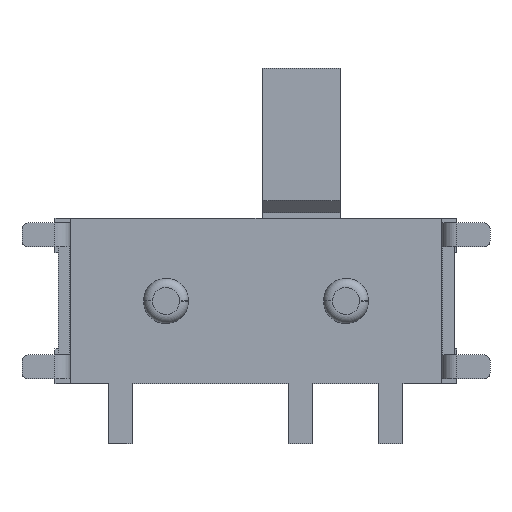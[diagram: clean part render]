
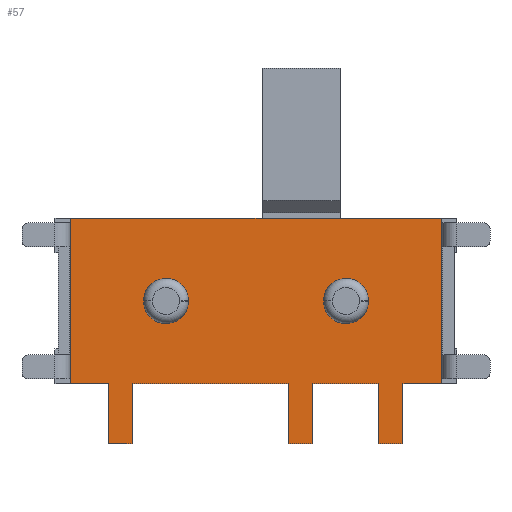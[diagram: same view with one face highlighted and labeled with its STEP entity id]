
A CAD part, front view. The second image highlights one B-rep face of the part: STEP entity #57.
In plain terms, the highlighted planar face has unit normal (0, -1, 0).
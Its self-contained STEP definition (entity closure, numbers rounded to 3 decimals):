
#57=ADVANCED_FACE('',(#621,#622,#623),#624,.T.);
#621=FACE_OUTER_BOUND('',#1750,.T.);
#622=FACE_BOUND('',#1751,.T.);
#623=FACE_BOUND('',#1752,.T.);
#624=PLANE('',#1753);
#1750=EDGE_LOOP('',(#2952,#2953,#2954,#2955,#2956,#2957,#2958,#2959,#2960,#2961,#2962,#2963,#2964,#2965,#2966,#2967));
#1751=EDGE_LOOP('',(#2968,#2969));
#1752=EDGE_LOOP('',(#2970,#2971));
#1753=AXIS2_PLACEMENT_3D('',#2972,#2973,#2974);
#2952=ORIENTED_EDGE('',*,*,#7708,.T.);
#2953=ORIENTED_EDGE('',*,*,#7709,.F.);
#2954=ORIENTED_EDGE('',*,*,#7710,.F.);
#2955=ORIENTED_EDGE('',*,*,#7676,.T.);
#2956=ORIENTED_EDGE('',*,*,#7707,.F.);
#2957=ORIENTED_EDGE('',*,*,#7711,.F.);
#2958=ORIENTED_EDGE('',*,*,#7712,.F.);
#2959=ORIENTED_EDGE('',*,*,#7694,.T.);
#2960=ORIENTED_EDGE('',*,*,#7713,.F.);
#2961=ORIENTED_EDGE('',*,*,#7714,.F.);
#2962=ORIENTED_EDGE('',*,*,#7715,.F.);
#2963=ORIENTED_EDGE('',*,*,#7690,.T.);
#2964=ORIENTED_EDGE('',*,*,#7716,.F.);
#2965=ORIENTED_EDGE('',*,*,#7717,.F.);
#2966=ORIENTED_EDGE('',*,*,#7718,.F.);
#2967=ORIENTED_EDGE('',*,*,#7686,.T.);
#2968=ORIENTED_EDGE('',*,*,#7719,.F.);
#2969=ORIENTED_EDGE('',*,*,#7720,.F.);
#2970=ORIENTED_EDGE('',*,*,#7721,.F.);
#2971=ORIENTED_EDGE('',*,*,#7722,.F.);
#2972=CARTESIAN_POINT('',(-3.09,0.0,-1.375));
#2973=DIRECTION('',(0.0,-1.0,0.0));
#2974=DIRECTION('',(0.0,0.0,-1.0));
#7676=EDGE_CURVE('',#9271,#9268,#9272,.T.);
#7686=EDGE_CURVE('',#9291,#9289,#9292,.T.);
#7690=EDGE_CURVE('',#9299,#9297,#9300,.T.);
#7694=EDGE_CURVE('',#9307,#9305,#9308,.T.);
#7707=EDGE_CURVE('',#9327,#9268,#9329,.T.);
#7708=EDGE_CURVE('',#9289,#9330,#9331,.T.);
#7709=EDGE_CURVE('',#9332,#9330,#9333,.T.);
#7710=EDGE_CURVE('',#9271,#9332,#9334,.T.);
#7711=EDGE_CURVE('',#9335,#9327,#9336,.T.);
#7712=EDGE_CURVE('',#9307,#9335,#9337,.T.);
#7713=EDGE_CURVE('',#9338,#9305,#9339,.T.);
#7714=EDGE_CURVE('',#9340,#9338,#9341,.T.);
#7715=EDGE_CURVE('',#9299,#9340,#9342,.T.);
#7716=EDGE_CURVE('',#9343,#9297,#9344,.T.);
#7717=EDGE_CURVE('',#9345,#9343,#9346,.T.);
#7718=EDGE_CURVE('',#9291,#9345,#9347,.T.);
#7719=EDGE_CURVE('',#9348,#9349,#9350,.T.);
#7720=EDGE_CURVE('',#9349,#9348,#9351,.T.);
#7721=EDGE_CURVE('',#9352,#9353,#9354,.T.);
#7722=EDGE_CURVE('',#9353,#9352,#9355,.T.);
#9268=VERTEX_POINT('',#11885);
#9271=VERTEX_POINT('',#11889);
#9272=LINE('',#11890,#11891);
#9289=VERTEX_POINT('',#11916);
#9291=VERTEX_POINT('',#11919);
#9292=LINE('',#11920,#11921);
#9297=VERTEX_POINT('',#11928);
#9299=VERTEX_POINT('',#11931);
#9300=LINE('',#11932,#11933);
#9305=VERTEX_POINT('',#11940);
#9307=VERTEX_POINT('',#11943);
#9308=LINE('',#11944,#11945);
#9327=VERTEX_POINT('',#11975);
#9329=LINE('',#11978,#11979);
#9330=VERTEX_POINT('',#11980);
#9331=LINE('',#11981,#11982);
#9332=VERTEX_POINT('',#11983);
#9333=LINE('',#11984,#11985);
#9334=LINE('',#11986,#11987);
#9335=VERTEX_POINT('',#11988);
#9336=LINE('',#11989,#11990);
#9337=LINE('',#11991,#11992);
#9338=VERTEX_POINT('',#11993);
#9339=LINE('',#11994,#11995);
#9340=VERTEX_POINT('',#11996);
#9341=LINE('',#11997,#11998);
#9342=LINE('',#11999,#12000);
#9343=VERTEX_POINT('',#12001);
#9344=LINE('',#12002,#12003);
#9345=VERTEX_POINT('',#12004);
#9346=LINE('',#12005,#12006);
#9347=LINE('',#12007,#12008);
#9348=VERTEX_POINT('',#12009);
#9349=VERTEX_POINT('',#12010);
#9350=CIRCLE('',#12011,0.375);
#9351=CIRCLE('',#12012,0.375);
#9352=VERTEX_POINT('',#12013);
#9353=VERTEX_POINT('',#12014);
#9354=CIRCLE('',#12015,0.375);
#9355=CIRCLE('',#12016,0.375);
#11885=CARTESIAN_POINT('',(-2.45,0.0,-1.375));
#11889=CARTESIAN_POINT('',(-3.09,0.0,-1.375));
#11890=CARTESIAN_POINT('',(-3.09,0.0,-1.375));
#11891=VECTOR('',#16000,0.64);
#11916=CARTESIAN_POINT('',(3.09,0.0,-1.375));
#11919=CARTESIAN_POINT('',(2.45,0.0,-1.375));
#11920=CARTESIAN_POINT('',(2.45,0.0,-1.375));
#11921=VECTOR('',#16010,0.64);
#11928=CARTESIAN_POINT('',(2.05,0.0,-1.375));
#11931=CARTESIAN_POINT('',(0.95,0.0,-1.375));
#11932=CARTESIAN_POINT('',(0.95,0.0,-1.375));
#11933=VECTOR('',#16014,1.1);
#11940=CARTESIAN_POINT('',(0.55,0.0,-1.375));
#11943=CARTESIAN_POINT('',(-2.05,0.0,-1.375));
#11944=CARTESIAN_POINT('',(-2.05,0.0,-1.375));
#11945=VECTOR('',#16018,2.6);
#11975=CARTESIAN_POINT('',(-2.45,0.0,-2.375));
#11978=CARTESIAN_POINT('',(-2.45,0.0,-2.375));
#11979=VECTOR('',#16031,1.0);
#11980=CARTESIAN_POINT('',(3.09,0.0,1.375));
#11981=CARTESIAN_POINT('',(3.09,0.0,-1.375));
#11982=VECTOR('',#16032,2.75);
#11983=CARTESIAN_POINT('',(-3.09,0.0,1.375));
#11984=CARTESIAN_POINT('',(-3.09,0.0,1.375));
#11985=VECTOR('',#16033,6.18);
#11986=CARTESIAN_POINT('',(-3.09,0.0,-1.375));
#11987=VECTOR('',#16034,2.75);
#11988=CARTESIAN_POINT('',(-2.05,0.0,-2.375));
#11989=CARTESIAN_POINT('',(-2.05,0.0,-2.375));
#11990=VECTOR('',#16035,0.4);
#11991=CARTESIAN_POINT('',(-2.05,0.0,-1.375));
#11992=VECTOR('',#16036,1.0);
#11993=CARTESIAN_POINT('',(0.55,0.0,-2.375));
#11994=CARTESIAN_POINT('',(0.55,0.0,-2.375));
#11995=VECTOR('',#16037,1.0);
#11996=CARTESIAN_POINT('',(0.95,0.0,-2.375));
#11997=CARTESIAN_POINT('',(0.95,0.0,-2.375));
#11998=VECTOR('',#16038,0.4);
#11999=CARTESIAN_POINT('',(0.95,0.0,-1.375));
#12000=VECTOR('',#16039,1.0);
#12001=CARTESIAN_POINT('',(2.05,0.0,-2.375));
#12002=CARTESIAN_POINT('',(2.05,0.0,-2.375));
#12003=VECTOR('',#16040,1.0);
#12004=CARTESIAN_POINT('',(2.45,0.0,-2.375));
#12005=CARTESIAN_POINT('',(2.45,0.0,-2.375));
#12006=VECTOR('',#16041,0.4);
#12007=CARTESIAN_POINT('',(2.45,0.0,-1.375));
#12008=VECTOR('',#16042,1.0);
#12009=CARTESIAN_POINT('',(-1.875,0.0,0.0));
#12010=CARTESIAN_POINT('',(-1.125,0.0,0.0));
#12011=AXIS2_PLACEMENT_3D('',#16043,#16044,#16045);
#12012=AXIS2_PLACEMENT_3D('',#16046,#16047,#16048);
#12013=CARTESIAN_POINT('',(1.125,0.0,0.0));
#12014=CARTESIAN_POINT('',(1.875,0.0,0.0));
#12015=AXIS2_PLACEMENT_3D('',#16049,#16050,#16051);
#12016=AXIS2_PLACEMENT_3D('',#16052,#16053,#16054);
#16000=DIRECTION('',(1.0,0.0,0.0));
#16010=DIRECTION('',(1.0,0.0,0.0));
#16014=DIRECTION('',(1.0,0.0,0.0));
#16018=DIRECTION('',(1.0,0.0,0.0));
#16031=DIRECTION('',(0.0,0.0,1.0));
#16032=DIRECTION('',(0.0,0.0,1.0));
#16033=DIRECTION('',(1.0,0.0,0.0));
#16034=DIRECTION('',(0.0,0.0,1.0));
#16035=DIRECTION('',(-1.0,0.0,0.0));
#16036=DIRECTION('',(0.0,0.0,-1.0));
#16037=DIRECTION('',(0.0,0.0,1.0));
#16038=DIRECTION('',(-1.0,0.0,0.0));
#16039=DIRECTION('',(0.0,0.0,-1.0));
#16040=DIRECTION('',(0.0,0.0,1.0));
#16041=DIRECTION('',(-1.0,0.0,0.0));
#16042=DIRECTION('',(0.0,0.0,-1.0));
#16043=CARTESIAN_POINT('',(-1.5,0.0,0.0));
#16044=DIRECTION('',(0.0,-1.0,0.0));
#16045=DIRECTION('',(-1.0,0.0,0.0));
#16046=CARTESIAN_POINT('',(-1.5,0.0,0.0));
#16047=DIRECTION('',(0.0,-1.0,0.0));
#16048=DIRECTION('',(1.0,0.0,0.0));
#16049=CARTESIAN_POINT('',(1.5,0.0,0.0));
#16050=DIRECTION('',(0.0,-1.0,0.0));
#16051=DIRECTION('',(-1.0,0.0,0.0));
#16052=CARTESIAN_POINT('',(1.5,0.0,0.0));
#16053=DIRECTION('',(0.0,-1.0,0.0));
#16054=DIRECTION('',(1.0,0.0,0.0));
